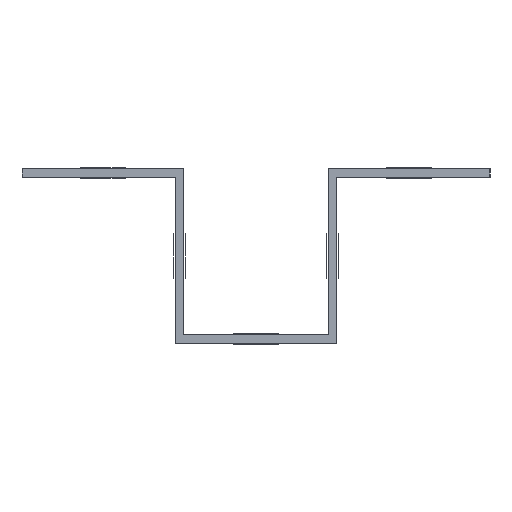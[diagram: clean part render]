
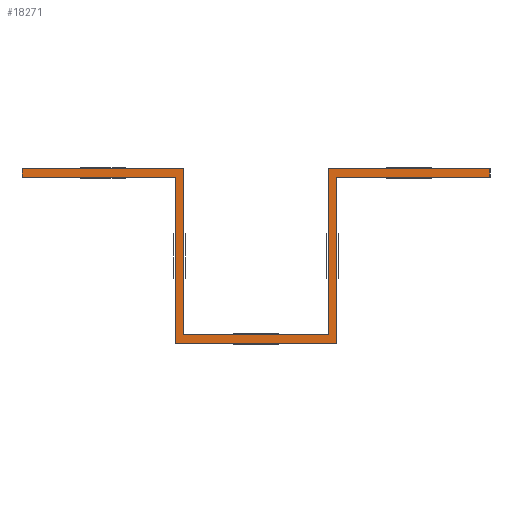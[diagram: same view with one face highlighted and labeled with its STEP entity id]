
A CAD part, left-side view. The second image highlights one B-rep face of the part: STEP entity #18271.
In plain terms, the highlighted planar face has unit normal (-1, 0, 0).
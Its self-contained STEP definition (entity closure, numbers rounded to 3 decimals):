
#3775=FACE_OUTER_BOUND('',#4539,.T.);
#4539=EDGE_LOOP('',(#14470,#14471,#14472,#14473,#14474,#14475,#14476,#14477,
#14478,#14479,#14480,#14481));
#5295=LINE('',#27364,#6831);
#5298=LINE('',#27370,#6834);
#5311=LINE('',#27397,#6847);
#5314=LINE('',#27401,#6850);
#5315=LINE('',#27404,#6851);
#5319=LINE('',#27411,#6855);
#5320=LINE('',#27414,#6856);
#5322=LINE('',#27418,#6858);
#5324=LINE('',#27422,#6860);
#5325=LINE('',#27423,#6861);
#5326=LINE('',#27425,#6862);
#5327=LINE('',#27426,#6863);
#6831=VECTOR('',#21297,1.);
#6834=VECTOR('',#21302,1.);
#6847=VECTOR('',#21319,1.);
#6850=VECTOR('',#21324,1.);
#6851=VECTOR('',#21327,1.);
#6855=VECTOR('',#21333,1.);
#6856=VECTOR('',#21336,1.);
#6858=VECTOR('',#21340,1.);
#6860=VECTOR('',#21344,1.);
#6861=VECTOR('',#21345,1.);
#6862=VECTOR('',#21346,1.);
#6863=VECTOR('',#21347,1.);
#8366=VERTEX_POINT('',#27360);
#8368=VERTEX_POINT('',#27363);
#8370=VERTEX_POINT('',#27369);
#8381=VERTEX_POINT('',#27395);
#8382=VERTEX_POINT('',#27396);
#8383=VERTEX_POINT('',#27403);
#8384=VERTEX_POINT('',#27407);
#8385=VERTEX_POINT('',#27409);
#8386=VERTEX_POINT('',#27413);
#8387=VERTEX_POINT('',#27417);
#8388=VERTEX_POINT('',#27421);
#8389=VERTEX_POINT('',#27424);
#11391=EDGE_CURVE('',#8368,#8366,#5295,.T.);
#11394=EDGE_CURVE('',#8370,#8368,#5298,.T.);
#11407=EDGE_CURVE('',#8381,#8382,#5311,.T.);
#11410=EDGE_CURVE('',#8382,#8370,#5314,.T.);
#11411=EDGE_CURVE('',#8381,#8383,#5315,.T.);
#11415=EDGE_CURVE('',#8385,#8384,#5319,.T.);
#11416=EDGE_CURVE('',#8386,#8385,#5320,.T.);
#11418=EDGE_CURVE('',#8384,#8387,#5322,.T.);
#11420=EDGE_CURVE('',#8388,#8366,#5324,.T.);
#11421=EDGE_CURVE('',#8387,#8388,#5325,.T.);
#11422=EDGE_CURVE('',#8389,#8386,#5326,.T.);
#11423=EDGE_CURVE('',#8383,#8389,#5327,.T.);
#14470=ORIENTED_EDGE('',*,*,#11420,.F.);
#14471=ORIENTED_EDGE('',*,*,#11421,.F.);
#14472=ORIENTED_EDGE('',*,*,#11418,.F.);
#14473=ORIENTED_EDGE('',*,*,#11415,.F.);
#14474=ORIENTED_EDGE('',*,*,#11416,.F.);
#14475=ORIENTED_EDGE('',*,*,#11422,.F.);
#14476=ORIENTED_EDGE('',*,*,#11423,.F.);
#14477=ORIENTED_EDGE('',*,*,#11411,.F.);
#14478=ORIENTED_EDGE('',*,*,#11407,.T.);
#14479=ORIENTED_EDGE('',*,*,#11410,.T.);
#14480=ORIENTED_EDGE('',*,*,#11394,.T.);
#14481=ORIENTED_EDGE('',*,*,#11391,.T.);
#17507=PLANE('',#19037);
#18271=ADVANCED_FACE('',(#3775),#17507,.F.);
#19037=AXIS2_PLACEMENT_3D('',#27420,#21342,#21343);
#21297=DIRECTION('',(0.,-1.,0.));
#21302=DIRECTION('',(0.,0.,-1.));
#21319=DIRECTION('',(0.,0.,1.));
#21324=DIRECTION('',(0.,1.,0.));
#21327=DIRECTION('',(0.,-1.,0.));
#21333=DIRECTION('',(0.,1.,0.));
#21336=DIRECTION('',(0.,0.,-1.));
#21340=DIRECTION('',(0.,0.,-1.));
#21342=DIRECTION('center_axis',(1.,0.,0.));
#21343=DIRECTION('ref_axis',(0.,0.,-1.));
#21344=DIRECTION('',(0.,0.,1.));
#21345=DIRECTION('',(0.,1.,0.));
#21346=DIRECTION('',(0.,-1.,0.));
#21347=DIRECTION('',(0.,0.,1.));
#27360=CARTESIAN_POINT('',(0.,32.829,25.658));
#27363=CARTESIAN_POINT('',(0.,56.479,25.658));
#27364=CARTESIAN_POINT('',(0.,56.479,25.658));
#27369=CARTESIAN_POINT('',(0.,56.479,27.008));
#27370=CARTESIAN_POINT('',(0.,56.479,27.008));
#27395=CARTESIAN_POINT('',(0.,31.479,1.358));
#27396=CARTESIAN_POINT('',(0.,31.479,27.008));
#27397=CARTESIAN_POINT('',(0.,31.479,0.008));
#27401=CARTESIAN_POINT('',(0.,31.479,27.008));
#27403=CARTESIAN_POINT('',(0.,9.179,1.358));
#27404=CARTESIAN_POINT('',(0.,32.829,1.358));
#27407=CARTESIAN_POINT('',(0.,7.829,25.658));
#27409=CARTESIAN_POINT('',(0.,-15.821,25.658));
#27411=CARTESIAN_POINT('',(0.,-15.821,25.658));
#27413=CARTESIAN_POINT('',(0.,-15.821,27.008));
#27414=CARTESIAN_POINT('',(0.,-15.821,27.008));
#27417=CARTESIAN_POINT('',(0.,7.829,0.008));
#27418=CARTESIAN_POINT('',(0.,7.829,27.008));
#27420=CARTESIAN_POINT('Origin',(0.,20.329,0.683));
#27421=CARTESIAN_POINT('',(0.,32.829,0.008));
#27422=CARTESIAN_POINT('',(0.,32.829,0.008));
#27423=CARTESIAN_POINT('',(0.,7.829,0.008));
#27424=CARTESIAN_POINT('',(0.,9.179,27.008));
#27425=CARTESIAN_POINT('',(0.,9.179,27.008));
#27426=CARTESIAN_POINT('',(0.,9.179,0.008));
